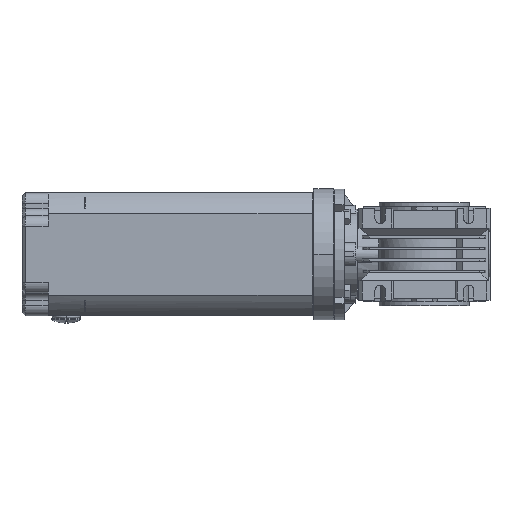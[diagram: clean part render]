
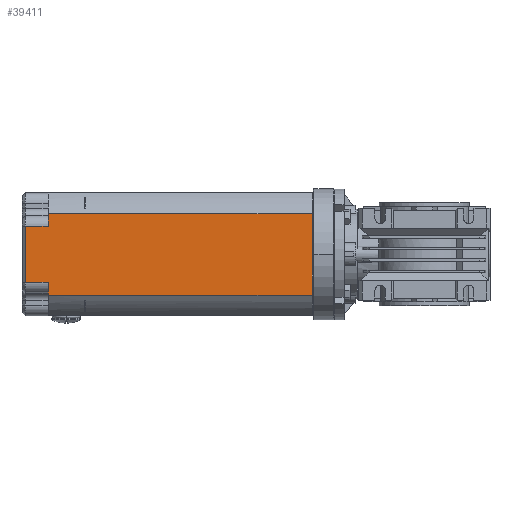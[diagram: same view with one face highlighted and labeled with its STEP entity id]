
A CAD part, left-side view. The second image highlights one B-rep face of the part: STEP entity #39411.
In plain terms, the highlighted planar face has unit normal (-1, 0, 0).
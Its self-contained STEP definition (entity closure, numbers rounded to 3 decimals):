
#3056=CARTESIAN_POINT('',(-37.5,-9.5,-24.875));
#3096=DIRECTION('',(0.,-1.,0.));
#3097=VECTOR('',#3096,161.098);
#3098=CARTESIAN_POINT('',(-37.5,151.6,-24.875));
#3099=LINE('',#3098,#3097);
#3332=DIRECTION('',(0.,1.,0.));
#3333=VECTOR('',#3332,161.1);
#3334=CARTESIAN_POINT('',(-37.5,-9.5,
24.875));
#3335=LINE('',#3334,#3333);
#3353=DIRECTION('',(0.,-1.,0.));
#3354=VECTOR('',#3353,14.);
#3355=CARTESIAN_POINT('',(-37.5,165.6,
-17.107));
#3356=LINE('',#3355,#3354);
#3357=DIRECTION('',(0.,0.,1.));
#3358=VECTOR('',#3357,34.215);
#3359=CARTESIAN_POINT('',(-37.5,165.6,
-17.107));
#3360=LINE('',#3359,#3358);
#3361=DIRECTION('',(0.,1.,0.));
#3362=VECTOR('',#3361,14.);
#3363=CARTESIAN_POINT('',(-37.5,151.6,17.107));
#3364=LINE('',#3363,#3362);
#3365=DIRECTION('',(0.,0.,-1.));
#3366=VECTOR('',#3365,49.751);
#3367=CARTESIAN_POINT('',(-37.5,-9.5,
24.875));
#3368=LINE('',#3367,#3366);
#3373=DIRECTION('',(0.,0.,-1.));
#3374=VECTOR('',#3373,7.767);
#3375=CARTESIAN_POINT('',(-37.5,151.6,-17.107));
#3376=LINE('',#3375,#3374);
#3989=DIRECTION('',(0.,0.,-1.));
#3990=VECTOR('',#3989,7.767);
#3991=CARTESIAN_POINT('',(-37.5,151.6,24.875));
#3992=LINE('',#3991,#3990);
#5695=CARTESIAN_POINT('',(-37.5,-9.5,24.875));
#27016=VERTEX_POINT('',#3056);
#27019=VERTEX_POINT('',#5695);
#29569=CARTESIAN_POINT('',(-37.5,151.6,24.875));
#29571=VERTEX_POINT('',#29569);
#29574=CARTESIAN_POINT('',(-37.5,151.6,-24.875));
#29576=VERTEX_POINT('',#29574);
#29707=CARTESIAN_POINT('',(-37.5,151.6,-17.107));
#29708=VERTEX_POINT('',#29707);
#29709=CARTESIAN_POINT('',(-37.5,151.6,17.107));
#29710=VERTEX_POINT('',#29709);
#29827=CARTESIAN_POINT('',(-37.5,165.6,-17.107));
#29828=VERTEX_POINT('',#29827);
#29831=CARTESIAN_POINT('',(-37.5,165.6,
17.107));
#29832=VERTEX_POINT('',#29831);
#39391=CARTESIAN_POINT('',(-37.5,0.,24.875));
#39392=DIRECTION('',(1.,0.,0.));
#39393=DIRECTION('',(0.,0.,-1.));
#39394=AXIS2_PLACEMENT_3D('',#39391,#39392,#39393);
#39395=PLANE('',#39394);
#39396=ORIENTED_EDGE('',*,*,#39105,.F.);
#39398=ORIENTED_EDGE('',*,*,#39397,.F.);
#39400=ORIENTED_EDGE('',*,*,#39399,.F.);
#39402=ORIENTED_EDGE('',*,*,#39401,.T.);
#39404=ORIENTED_EDGE('',*,*,#39403,.F.);
#39406=ORIENTED_EDGE('',*,*,#39405,.F.);
#39407=ORIENTED_EDGE('',*,*,#39371,.F.);
#39408=ORIENTED_EDGE('',*,*,#39057,.T.);
#39409=EDGE_LOOP('',(#39396,#39398,#39400,#39402,#39404,#39406,#39407,#39408));
#39410=FACE_OUTER_BOUND('',#39409,.F.);
#39057=EDGE_CURVE('',#27019,#27016,#3368,.T.);
#39105=EDGE_CURVE('',#29576,#27016,#3099,.T.);
#39371=EDGE_CURVE('',#27019,#29571,#3335,.T.);
#39397=EDGE_CURVE('',#29708,#29576,#3376,.T.);
#39399=EDGE_CURVE('',#29828,#29708,#3356,.T.);
#39401=EDGE_CURVE('',#29828,#29832,#3360,.T.);
#39403=EDGE_CURVE('',#29710,#29832,#3364,.T.);
#39405=EDGE_CURVE('',#29571,#29710,#3992,.T.);
#39411=ADVANCED_FACE('',(#39410),#39395,.F.);
